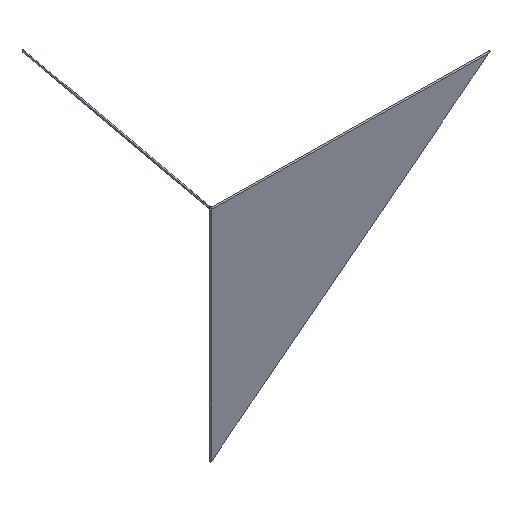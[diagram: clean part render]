
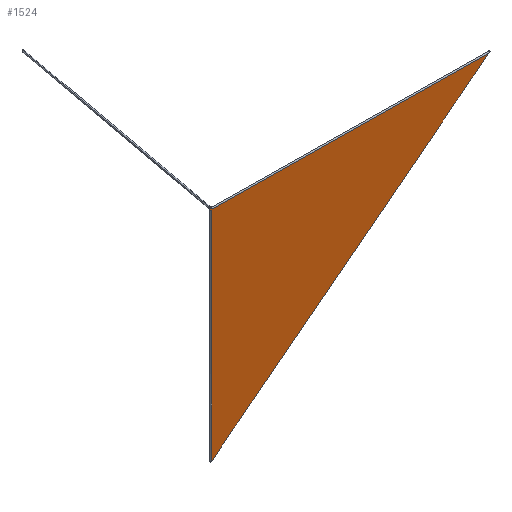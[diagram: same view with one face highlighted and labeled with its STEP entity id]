
A CAD part, front view. The second image highlights one B-rep face of the part: STEP entity #1524.
In plain terms, the highlighted planar face has unit normal (0.584, -0.709, -0.397).
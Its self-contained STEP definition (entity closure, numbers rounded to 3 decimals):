
#1406=CARTESIAN_POINT('Vertex',(85.,0.,125.)) ;
#1409=CARTESIAN_POINT('Line Origine',(42.975,0.,63.199)) ;
#1413=CARTESIAN_POINT('Vertex',(0.95,0.,1.397)) ;
#1449=CARTESIAN_POINT('Line Origine',(0.95,-34.687,63.338)) ;
#1453=CARTESIAN_POINT('Vertex',(0.95,-68.771,124.203)) ;
#1477=CARTESIAN_POINT('Axis2P3D Location',(55.691,-17.5,113.149)) ;
#1482=CARTESIAN_POINT('Line Origine',(0.921,-69.582,125.609)) ;
#1486=CARTESIAN_POINT('Vertex',(0.648,-70.07,126.079)) ;
#1488=CARTESIAN_POINT('Vertex',(1.194,-69.095,125.139)) ;
#1491=CARTESIAN_POINT('Line Origine',(0.324,-70.035,125.54)) ;
#1495=CARTESIAN_POINT('Vertex',(0.,-70.,125.)) ;
#1498=CARTESIAN_POINT('Line Origine',(0.475,-69.386,124.601)) ;
#1503=CARTESIAN_POINT('Line Origine',(111.089,0.,163.366)) ;
#1507=CARTESIAN_POINT('Vertex',(137.178,0.,201.732)) ;
#1510=CARTESIAN_POINT('Line Origine',(69.186,-34.547,163.435)) ;
#1411=VECTOR('Line Direction',#1410,1.) ;
#1451=VECTOR('Line Direction',#1450,1.) ;
#1484=VECTOR('Line Direction',#1483,1.) ;
#1493=VECTOR('Line Direction',#1492,1.) ;
#1500=VECTOR('Line Direction',#1499,1.) ;
#1505=VECTOR('Line Direction',#1504,1.) ;
#1512=VECTOR('Line Direction',#1511,1.) ;
#1410=DIRECTION('Vector Direction',(0.562,0.,0.827)) ;
#1450=DIRECTION('Vector Direction',(0.,-0.489,0.873)) ;
#1478=DIRECTION('Axis2P3D Direction',(0.584,-0.709,-0.397)) ;
#1479=DIRECTION('Axis2P3D XDirection',(0.612,0.063,0.788)) ;
#1483=DIRECTION('Vector Direction',(0.373,0.668,-0.644)) ;
#1492=DIRECTION('Vector Direction',(0.514,-0.056,0.856)) ;
#1499=DIRECTION('Vector Direction',(0.544,0.704,-0.457)) ;
#1504=DIRECTION('Vector Direction',(-0.562,0.,-0.827)) ;
#1511=DIRECTION('Vector Direction',(0.797,0.405,0.449)) ;
#1480=AXIS2_PLACEMENT_3D('Plane Axis2P3D',#1477,#1478,#1479) ;
#1412=LINE('Line',#1409,#1411) ;
#1452=LINE('Line',#1449,#1451) ;
#1485=LINE('Line',#1482,#1484) ;
#1494=LINE('Line',#1491,#1493) ;
#1501=LINE('Line',#1498,#1500) ;
#1506=LINE('Line',#1503,#1505) ;
#1513=LINE('Line',#1510,#1512) ;
#1481=PLANE('',#1480) ;
#1415=EDGE_CURVE('',#1407,#1414,#1412,.F.) ;
#1455=EDGE_CURVE('',#1454,#1414,#1452,.F.) ;
#1490=EDGE_CURVE('',#1487,#1489,#1485,.T.) ;
#1497=EDGE_CURVE('',#1487,#1496,#1494,.F.) ;
#1502=EDGE_CURVE('',#1454,#1496,#1501,.F.) ;
#1509=EDGE_CURVE('',#1508,#1407,#1506,.T.) ;
#1514=EDGE_CURVE('',#1489,#1508,#1513,.T.) ;
#1515=EDGE_LOOP('',(#1516,#1517,#1518,#1519,#1520,#1521,#1522)) ;
#1516=ORIENTED_EDGE('',*,*,#1490,.F.) ;
#1517=ORIENTED_EDGE('',*,*,#1497,.T.) ;
#1518=ORIENTED_EDGE('',*,*,#1502,.F.) ;
#1519=ORIENTED_EDGE('',*,*,#1455,.T.) ;
#1520=ORIENTED_EDGE('',*,*,#1415,.F.) ;
#1521=ORIENTED_EDGE('',*,*,#1509,.F.) ;
#1522=ORIENTED_EDGE('',*,*,#1514,.F.) ;
#1407=VERTEX_POINT('',#1406) ;
#1414=VERTEX_POINT('',#1413) ;
#1454=VERTEX_POINT('',#1453) ;
#1487=VERTEX_POINT('',#1486) ;
#1489=VERTEX_POINT('',#1488) ;
#1496=VERTEX_POINT('',#1495) ;
#1508=VERTEX_POINT('',#1507) ;
#1524=ADVANCED_FACE('\X2\96F64EF651E04F554F53\X0\',(#1523),#1481,.T.) ;
#1523=FACE_OUTER_BOUND('',#1515,.T.) ;
